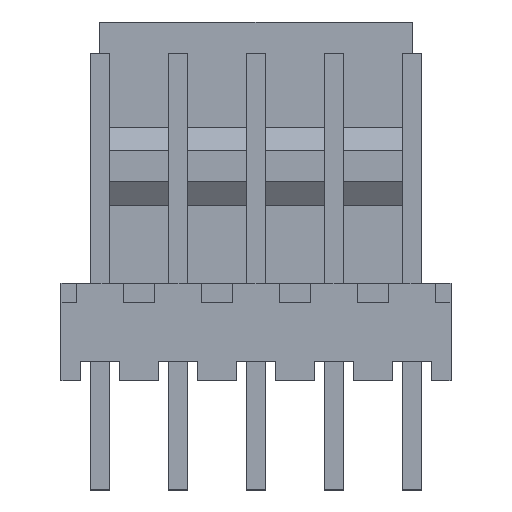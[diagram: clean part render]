
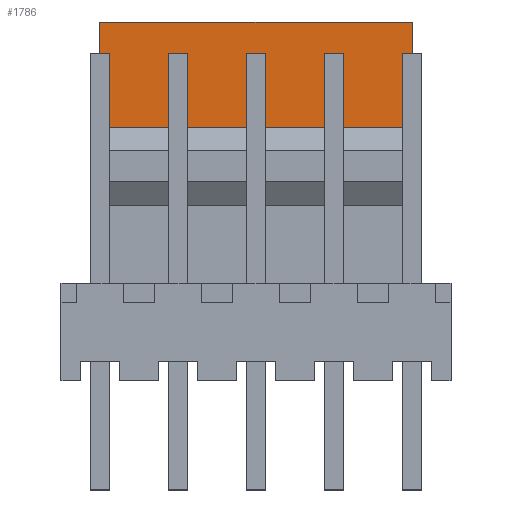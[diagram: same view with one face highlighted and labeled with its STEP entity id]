
A CAD part, top view. The second image highlights one B-rep face of the part: STEP entity #1786.
In plain terms, the highlighted planar face has unit normal (0, 0, 1).
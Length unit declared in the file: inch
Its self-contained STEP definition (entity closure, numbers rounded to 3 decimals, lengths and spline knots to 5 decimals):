
#87 = VECTOR ( 'NONE', #640, 39.37008 ) ;
#146 = CARTESIAN_POINT ( 'NONE',  ( 0., 0.2625, -0.074 ) ) ;
#244 = LINE ( 'NONE', #601, #87 ) ;
#339 = CARTESIAN_POINT ( 'NONE',  ( -0.208, 0.4002, -0.074 ) ) ;
#390 = ORIENTED_EDGE ( 'NONE', *, *, #913, .F. ) ;
#463 = DIRECTION ( 'NONE',  ( 1., 0., 0. ) ) ;
#544 = EDGE_CURVE ( 'NONE', #2220, #727, #1766, .T. ) ;
#601 = CARTESIAN_POINT ( 'NONE',  ( 0., 0.3975, -0.074 ) ) ;
#640 = DIRECTION ( 'NONE',  ( 1., 0., 0. ) ) ;
#665 = CARTESIAN_POINT ( 'NONE',  ( 0.2, 0.2625, -0.074 ) ) ;
#727 = VERTEX_POINT ( 'NONE', #665 ) ;
#845 = CARTESIAN_POINT ( 'NONE',  ( -0.2, 0.23, -0.074 ) ) ;
#913 = EDGE_CURVE ( 'NONE', #3968, #2250, #244, .T. ) ;
#980 = DIRECTION ( 'NONE',  ( 0., -1., 0. ) ) ;
#1091 = DIRECTION ( 'NONE',  ( 0., -1., 0. ) ) ;
#1117 = LINE ( 'NONE', #845, #2640 ) ;
#1187 = ORIENTED_EDGE ( 'NONE', *, *, #544, .T. ) ;
#1213 = EDGE_CURVE ( 'NONE', #3968, #2220, #1117, .T. ) ;
#1403 = CARTESIAN_POINT ( 'NONE',  ( -0.2, 0.3975, -0.074 ) ) ;
#1584 = FACE_OUTER_BOUND ( 'NONE', #3305, .T. ) ;
#1766 = LINE ( 'NONE', #146, #3838 ) ;
#1786 = ADVANCED_FACE ( 'NONE', ( #1584 ), #4161, .T. ) ;
#1900 = LINE ( 'NONE', #2170, #3748 ) ;
#2170 = CARTESIAN_POINT ( 'NONE',  ( 0.2, 0.23, -0.074 ) ) ;
#2220 = VERTEX_POINT ( 'NONE', #2558 ) ;
#2250 = VERTEX_POINT ( 'NONE', #4003 ) ;
#2547 = DIRECTION ( 'NONE',  ( 0., 0., 1. ) ) ;
#2558 = CARTESIAN_POINT ( 'NONE',  ( -0.2, 0.2625, -0.074 ) ) ;
#2575 = ORIENTED_EDGE ( 'NONE', *, *, #2989, .F. ) ;
#2632 = ORIENTED_EDGE ( 'NONE', *, *, #1213, .T. ) ;
#2640 = VECTOR ( 'NONE', #1091, 39.37008 ) ;
#2989 = EDGE_CURVE ( 'NONE', #2250, #727, #1900, .T. ) ;
#2993 = AXIS2_PLACEMENT_3D ( 'NONE', #339, #2547, #3827 ) ;
#3305 = EDGE_LOOP ( 'NONE', ( #2575, #390, #2632, #1187 ) ) ;
#3748 = VECTOR ( 'NONE', #980, 39.37008 ) ;
#3827 = DIRECTION ( 'NONE',  ( 0., -1., 0. ) ) ;
#3838 = VECTOR ( 'NONE', #463, 39.37008 ) ;
#3968 = VERTEX_POINT ( 'NONE', #1403 ) ;
#4003 = CARTESIAN_POINT ( 'NONE',  ( 0.2, 0.3975, -0.074 ) ) ;
#4161 = PLANE ( 'NONE',  #2993 ) ;
